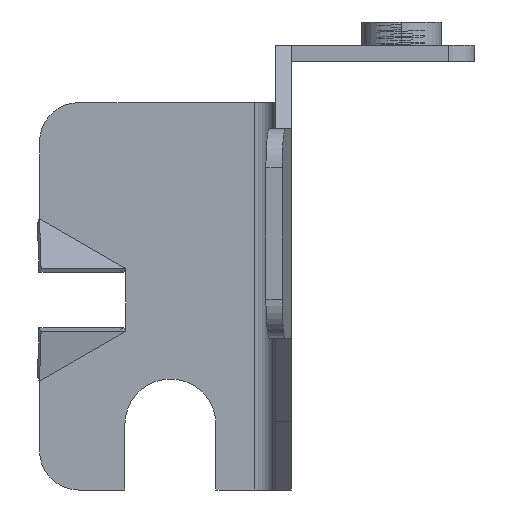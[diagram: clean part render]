
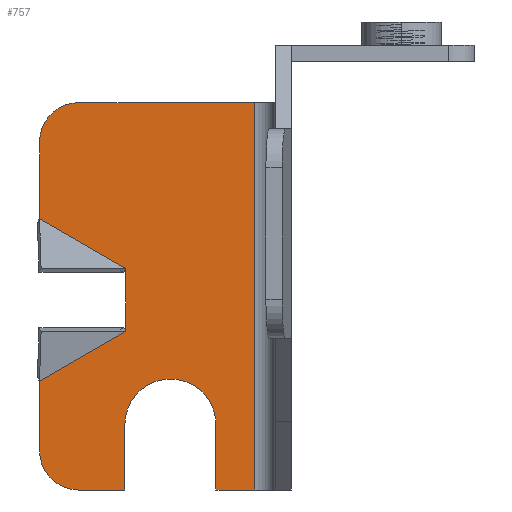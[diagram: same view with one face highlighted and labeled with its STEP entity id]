
A CAD part, left-side view. The second image highlights one B-rep face of the part: STEP entity #757.
In plain terms, the highlighted planar face has unit normal (-1, 0, 0).
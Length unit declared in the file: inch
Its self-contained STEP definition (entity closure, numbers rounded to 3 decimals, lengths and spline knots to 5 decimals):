
#79 = VERTEX_POINT ( 'NONE', #2679 ) ;
#182 = VERTEX_POINT ( 'NONE', #2830 ) ;
#183 = VERTEX_POINT ( 'NONE', #2889 ) ;
#189 = EDGE_CURVE ( 'NONE', #183, #182, #2882, .T. ) ;
#202 = VERTEX_POINT ( 'NONE', #2904 ) ;
#210 = VERTEX_POINT ( 'NONE', #2894 ) ;
#269 = EDGE_CURVE ( 'NONE', #210, #202, #3049, .T. ) ;
#748 = ORIENTED_EDGE ( 'NONE', *, *, #269, .F. ) ;
#749 = EDGE_CURVE ( 'NONE', #750, #751, #3968, .T. ) ;
#750 = VERTEX_POINT ( 'NONE', #3960 ) ;
#751 = VERTEX_POINT ( 'NONE', #3959 ) ;
#757 = ADVANCED_FACE ( 'NONE', ( #4012 ), #4011, .F. ) ;
#758 = EDGE_LOOP ( 'NONE', ( #759, #760, #822, #823, #826, #829, #832, #748, #809, #812, #814, #815, #818, #821 ) ) ;
#759 = ORIENTED_EDGE ( 'NONE', *, *, #7439, .T. ) ;
#760 = ORIENTED_EDGE ( 'NONE', *, *, #761, .T. ) ;
#761 = EDGE_CURVE ( 'NONE', #7437, #183, #4006, .T. ) ;
#795 = EDGE_CURVE ( 'NONE', #820, #79, #4074, .T. ) ;
#809 = ORIENTED_EDGE ( 'NONE', *, *, #810, .F. ) ;
#810 = EDGE_CURVE ( 'NONE', #811, #210, #4106, .T. ) ;
#811 = VERTEX_POINT ( 'NONE', #4102 ) ;
#812 = ORIENTED_EDGE ( 'NONE', *, *, #813, .T. ) ;
#813 = EDGE_CURVE ( 'NONE', #811, #750, #4101, .T. ) ;
#814 = ORIENTED_EDGE ( 'NONE', *, *, #749, .T. ) ;
#815 = ORIENTED_EDGE ( 'NONE', *, *, #816, .T. ) ;
#816 = EDGE_CURVE ( 'NONE', #751, #817, #4096, .T. ) ;
#817 = VERTEX_POINT ( 'NONE', #4092 ) ;
#818 = ORIENTED_EDGE ( 'NONE', *, *, #819, .T. ) ;
#819 = EDGE_CURVE ( 'NONE', #817, #820, #4091, .T. ) ;
#820 = VERTEX_POINT ( 'NONE', #4087 ) ;
#821 = ORIENTED_EDGE ( 'NONE', *, *, #795, .T. ) ;
#822 = ORIENTED_EDGE ( 'NONE', *, *, #189, .T. ) ;
#823 = ORIENTED_EDGE ( 'NONE', *, *, #824, .T. ) ;
#824 = EDGE_CURVE ( 'NONE', #182, #825, #4086, .T. ) ;
#825 = VERTEX_POINT ( 'NONE', #4146 ) ;
#826 = ORIENTED_EDGE ( 'NONE', *, *, #827, .T. ) ;
#827 = EDGE_CURVE ( 'NONE', #825, #828, #4145, .T. ) ;
#828 = VERTEX_POINT ( 'NONE', #4140 ) ;
#829 = ORIENTED_EDGE ( 'NONE', *, *, #830, .T. ) ;
#830 = EDGE_CURVE ( 'NONE', #828, #831, #4139, .T. ) ;
#831 = VERTEX_POINT ( 'NONE', #4135 ) ;
#832 = ORIENTED_EDGE ( 'NONE', *, *, #833, .T. ) ;
#833 = EDGE_CURVE ( 'NONE', #831, #202, #4134, .T. ) ;
#2679 = CARTESIAN_POINT ( 'NONE',  ( 0., 0.45, 0.20774 ) ) ;
#2830 = CARTESIAN_POINT ( 'NONE',  ( 0., 0.287, 0. ) ) ;
#2879 = DIRECTION ( 'NONE',  ( 0., -1., 0. ) ) ;
#2880 = VECTOR ( 'NONE', #2879, 39.37008 ) ;
#2881 = CARTESIAN_POINT ( 'NONE',  ( 0., 0.039, 0. ) ) ;
#2882 = LINE ( 'NONE', #2881, #2880 ) ;
#2889 = CARTESIAN_POINT ( 'NONE',  ( 0., 0.375, 0. ) ) ;
#2894 = CARTESIAN_POINT ( 'NONE',  ( 0., 0.039, 0.74 ) ) ;
#2904 = CARTESIAN_POINT ( 'NONE',  ( 0., 0.039, 0. ) ) ;
#3046 = DIRECTION ( 'NONE',  ( 0., 0., -1. ) ) ;
#3047 = VECTOR ( 'NONE', #3046, 39.37008 ) ;
#3048 = CARTESIAN_POINT ( 'NONE',  ( 0., 0.039, 0.85 ) ) ;
#3049 = LINE ( 'NONE', #3048, #3047 ) ;
#3959 = CARTESIAN_POINT ( 'NONE',  ( 0., 0.45, 0.51826 ) ) ;
#3960 = CARTESIAN_POINT ( 'NONE',  ( 0., 0.45, 0.665 ) ) ;
#3961 = DIRECTION ( 'NONE',  ( 0., 0., -1. ) ) ;
#3962 = VECTOR ( 'NONE', #3961, 39.37008 ) ;
#3963 = CARTESIAN_POINT ( 'NONE',  ( 0., 0.45, 0.85 ) ) ;
#3968 = LINE ( 'NONE', #3963, #3962 ) ;
#4002 = DIRECTION ( 'NONE',  ( 0., 0., -1. ) ) ;
#4003 = DIRECTION ( 'NONE',  ( -1., 0., 0. ) ) ;
#4004 = CARTESIAN_POINT ( 'NONE',  ( 0., 0.375, 0.075 ) ) ;
#4005 = AXIS2_PLACEMENT_3D ( 'NONE', #4004, #4003, #4002 ) ;
#4006 = CIRCLE ( 'NONE', #4005, 0.075 ) ;
#4007 = DIRECTION ( 'NONE',  ( 0., 0., -1. ) ) ;
#4008 = DIRECTION ( 'NONE',  ( 1., 0., 0. ) ) ;
#4009 = CARTESIAN_POINT ( 'NONE',  ( 0., 0.039, 0.85 ) ) ;
#4010 = AXIS2_PLACEMENT_3D ( 'NONE', #4009, #4008, #4007 ) ;
#4011 = PLANE ( 'NONE',  #4010 ) ;
#4012 = FACE_OUTER_BOUND ( 'NONE', #758, .T. ) ;
#4071 = DIRECTION ( 'NONE',  ( 0., 0.866, -0.5 ) ) ;
#4072 = VECTOR ( 'NONE', #4071, 39.37008 ) ;
#4073 = CARTESIAN_POINT ( 'NONE',  ( 0., 0.45, 0.20774 ) ) ;
#4074 = LINE ( 'NONE', #4073, #4072 ) ;
#4085 = CARTESIAN_POINT ( 'NONE',  ( 0., 0.287, 0.125 ) ) ;
#4086 = LINE ( 'NONE', #4085, #4148 ) ;
#4087 = CARTESIAN_POINT ( 'NONE',  ( 0., 0.285, 0.303 ) ) ;
#4088 = DIRECTION ( 'NONE',  ( 0., 0., -1. ) ) ;
#4089 = VECTOR ( 'NONE', #4088, 39.37008 ) ;
#4090 = CARTESIAN_POINT ( 'NONE',  ( 0., 0.285, 0.423 ) ) ;
#4091 = LINE ( 'NONE', #4090, #4089 ) ;
#4092 = CARTESIAN_POINT ( 'NONE',  ( 0., 0.285, 0.423 ) ) ;
#4093 = DIRECTION ( 'NONE',  ( 0., -0.866, -0.5 ) ) ;
#4094 = VECTOR ( 'NONE', #4093, 39.37008 ) ;
#4095 = CARTESIAN_POINT ( 'NONE',  ( 0., 0.45, 0.51826 ) ) ;
#4096 = LINE ( 'NONE', #4095, #4094 ) ;
#4097 = DIRECTION ( 'NONE',  ( 0., 0., -1. ) ) ;
#4098 = DIRECTION ( 'NONE',  ( -1., 0., 0. ) ) ;
#4099 = CARTESIAN_POINT ( 'NONE',  ( 0., 0.375, 0.665 ) ) ;
#4100 = AXIS2_PLACEMENT_3D ( 'NONE', #4099, #4098, #4097 ) ;
#4101 = CIRCLE ( 'NONE', #4100, 0.075 ) ;
#4102 = CARTESIAN_POINT ( 'NONE',  ( 0., 0.375, 0.74 ) ) ;
#4103 = DIRECTION ( 'NONE',  ( 0., -1., 0. ) ) ;
#4104 = VECTOR ( 'NONE', #4103, 39.37008 ) ;
#4105 = CARTESIAN_POINT ( 'NONE',  ( 0., 0.039, 0.74 ) ) ;
#4106 = LINE ( 'NONE', #4105, #4104 ) ;
#4131 = DIRECTION ( 'NONE',  ( 0., -1., 0. ) ) ;
#4132 = VECTOR ( 'NONE', #4131, 39.37008 ) ;
#4133 = CARTESIAN_POINT ( 'NONE',  ( 0., 0.039, 0. ) ) ;
#4134 = LINE ( 'NONE', #4133, #4132 ) ;
#4135 = CARTESIAN_POINT ( 'NONE',  ( 0., 0.113, 0. ) ) ;
#4136 = DIRECTION ( 'NONE',  ( 0., 0., -1. ) ) ;
#4137 = VECTOR ( 'NONE', #4136, 39.37008 ) ;
#4138 = CARTESIAN_POINT ( 'NONE',  ( 0., 0.113, 0.125 ) ) ;
#4139 = LINE ( 'NONE', #4138, #4137 ) ;
#4140 = CARTESIAN_POINT ( 'NONE',  ( 0., 0.113, 0.125 ) ) ;
#4141 = DIRECTION ( 'NONE',  ( 0., 0., -1. ) ) ;
#4142 = DIRECTION ( 'NONE',  ( 1., 0., 0. ) ) ;
#4143 = CARTESIAN_POINT ( 'NONE',  ( 0., 0.2, 0.125 ) ) ;
#4144 = AXIS2_PLACEMENT_3D ( 'NONE', #4143, #4142, #4141 ) ;
#4145 = CIRCLE ( 'NONE', #4144, 0.087 ) ;
#4146 = CARTESIAN_POINT ( 'NONE',  ( 0., 0.287, 0.125 ) ) ;
#4147 = DIRECTION ( 'NONE',  ( 0., 0., 1. ) ) ;
#4148 = VECTOR ( 'NONE', #4147, 39.37008 ) ;
#7098 = DIRECTION ( 'NONE',  ( 0., 0., -1. ) ) ;
#7099 = VECTOR ( 'NONE', #7098, 39.37008 ) ;
#7100 = CARTESIAN_POINT ( 'NONE',  ( 0., 0.45, 0.85 ) ) ;
#7101 = LINE ( 'NONE', #7100, #7099 ) ;
#7102 = CARTESIAN_POINT ( 'NONE',  ( 0., 0.45, 0.075 ) ) ;
#7437 = VERTEX_POINT ( 'NONE', #7102 ) ;
#7439 = EDGE_CURVE ( 'NONE', #79, #7437, #7101, .T. ) ;
